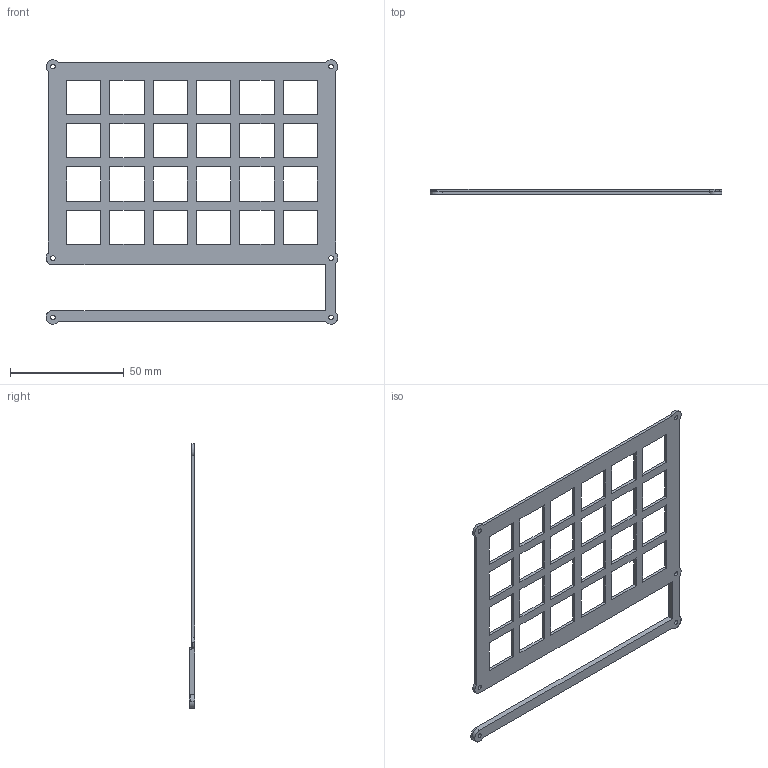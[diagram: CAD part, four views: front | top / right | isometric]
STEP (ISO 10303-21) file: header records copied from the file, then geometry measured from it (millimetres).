
FILE_DESCRIPTION(/* description */ (''),/* implementation_level */ '2;1');
FILE_NAME(/* name */ 'plate_pcb_mount__tpu.step',/* time_stamp */ '2023-08-25T19:27:39+01:00',/* author */ (''),/* organization */ (''),/* preprocessor_version */ 'ST-DEVELOPER v20',/* originating_system */ 'Autodesk Translation Framework v12.9.0.99',/* authorisation */ '');
FILE_SCHEMA (('AUTOMOTIVE_DESIGN { 1 0 10303 214 3 1 1 }'));
Length unit declared in the file: millimetre
Products named in the file (1): TPU Gasket 2
Bounding box: 128 x 2.5 x 116 mm (x, y, z)
Volume: 9373.7 mm3; surface area: 16334.4 mm2
Topology: 1 solids, 1 shells, 125 faces, 375 edges, 253 vertices
Faces by surface type: plane 108, cylinder 17
Full cylindrical faces by diameter (mm): 2 x6
Entity records: 4328 total; most frequent: CARTESIAN_POINT 754, ORIENTED_EDGE 750, DIRECTION 661, EDGE_CURVE 375, LINE 341, VECTOR 341, VERTEX_POINT 253, EDGE_LOOP 186
